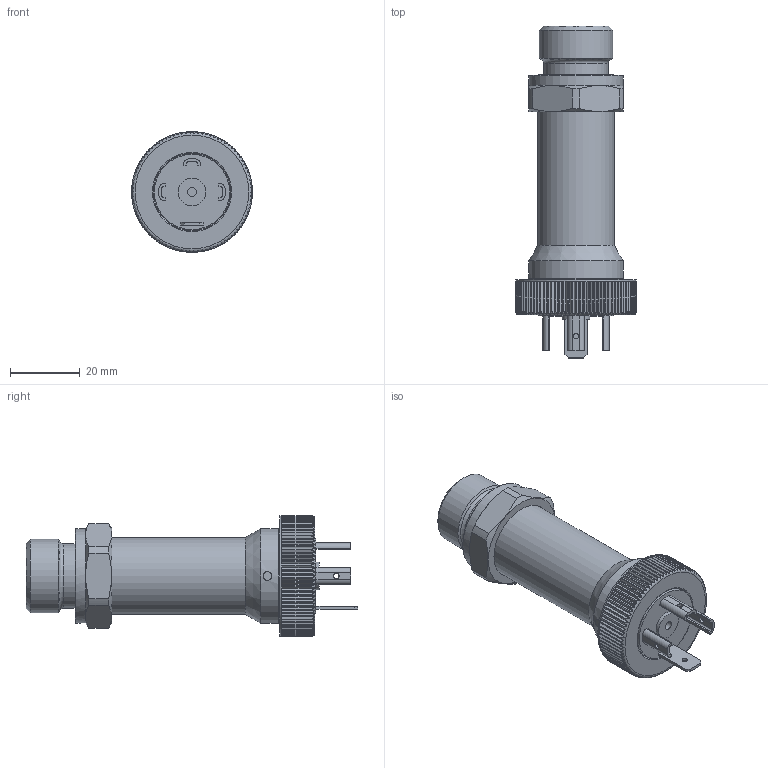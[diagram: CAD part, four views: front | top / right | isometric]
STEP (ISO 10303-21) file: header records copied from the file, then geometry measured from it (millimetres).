
FILE_DESCRIPTION( ( 'Unknown' ), '1' );
FILE_NAME( 'PBMx_xxxxxxxx4409xxx.stp', 'Unknown', ( 'Unknown' ), ( 'Unknown' ), 'PSStep 14.0', 'Unknown', ' ' );
FILE_SCHEMA( ( 'AUTOMOTIVE_DESIGN { 1 0 10303 214 1 1 1 1 }' ) );
Length unit declared in the file: millimetre
Products named in the file (1): 11015962
Bounding box: 34.5 x 94.85 x 34.5 mm (x, y, z)
Volume: 39682.5 mm3; surface area: 10380.9 mm2
Topology: 1 solids, 2 shells, 379 faces, 1071 edges, 711 vertices
Faces by surface type: plane 325, cylinder 40, cone 7, torus 7
Full cylindrical faces by diameter (mm): 1.6 x4, 2.459 x1, 4.134 x1, 8 x1, 18.4 x1, 18.917 x1, 20.955 x1, 21.5 x1, 22 x2, 22.2 x1, 22.3 x1, 24 x1, 25 x1, 26.9 x1, 27 x1, 34.5 x1
Entity records: 15898 total; most frequent: CARTESIAN_POINT 3342, ORIENTED_EDGE 2050, DIRECTION 1858, EDGE_CURVE 1025, VERTEX_POINT 699, AXIS2_PLACEMENT_3D 647, LINE 564, VECTOR 564
